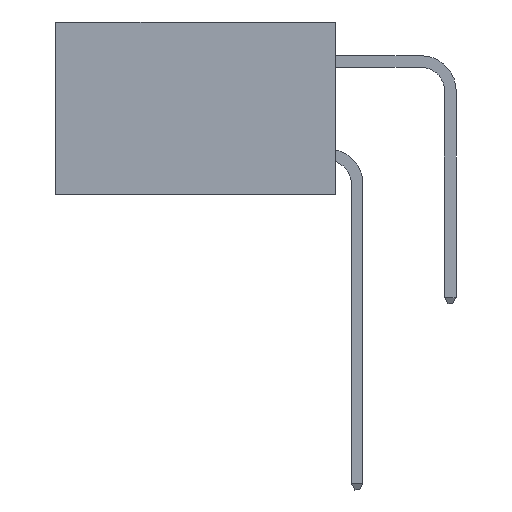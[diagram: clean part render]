
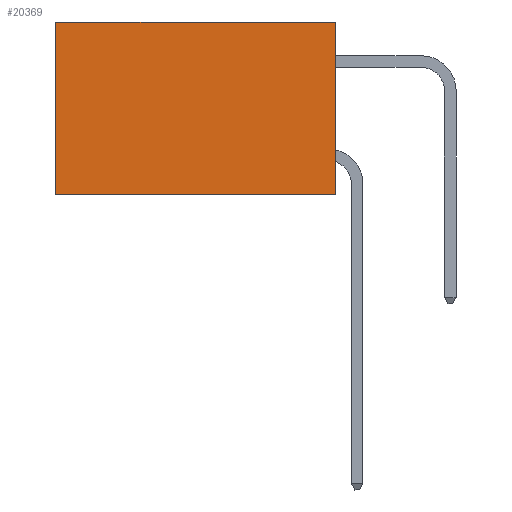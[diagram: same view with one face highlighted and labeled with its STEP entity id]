
A CAD part, left-side view. The second image highlights one B-rep face of the part: STEP entity #20369.
In plain terms, the highlighted planar face has unit normal (-1, 0, 0).
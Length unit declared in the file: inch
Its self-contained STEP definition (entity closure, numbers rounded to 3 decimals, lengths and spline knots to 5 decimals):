
#515 = EDGE_CURVE ( 'NONE', #2225, #6470, #29989, .T. ) ;
#1658 = ORIENTED_EDGE ( 'NONE', *, *, #515, .T. ) ;
#2225 = VERTEX_POINT ( 'NONE', #12740 ) ;
#3312 = ORIENTED_EDGE ( 'NONE', *, *, #27121, .T. ) ;
#5851 = ORIENTED_EDGE ( 'NONE', *, *, #25545, .F. ) ;
#6470 = VERTEX_POINT ( 'NONE', #17452 ) ;
#8402 = DIRECTION ( 'NONE',  ( 1., 0., 0. ) ) ;
#9939 = DIRECTION ( 'NONE',  ( 0., 1., 0. ) ) ;
#10676 = LINE ( 'NONE', #12717, #28971 ) ;
#10732 = CARTESIAN_POINT ( 'NONE',  ( 0.2875, 0., -0.37 ) ) ;
#12717 = CARTESIAN_POINT ( 'NONE',  ( 0.2875, 0., -0.37 ) ) ;
#12736 = CARTESIAN_POINT ( 'NONE',  ( 0.2875, 0., 0. ) ) ;
#12740 = CARTESIAN_POINT ( 'NONE',  ( 0.2875, 0., 0. ) ) ;
#12976 = VERTEX_POINT ( 'NONE', #24562 ) ;
#15363 = ORIENTED_EDGE ( 'NONE', *, *, #34088, .F. ) ;
#15505 = EDGE_LOOP ( 'NONE', ( #3312, #5851, #15363, #1658 ) ) ;
#16411 = DIRECTION ( 'NONE',  ( 0., 0., -1. ) ) ;
#17452 = CARTESIAN_POINT ( 'NONE',  ( 0.2875, 0.6, 0. ) ) ;
#18677 = VECTOR ( 'NONE', #30445, 39.37008 ) ;
#19522 = LINE ( 'NONE', #27792, #18677 ) ;
#19568 = PLANE ( 'NONE',  #25117 ) ;
#20369 = ADVANCED_FACE ( 'NONE', ( #32464 ), #19568, .F. ) ;
#21655 = CARTESIAN_POINT ( 'NONE',  ( 0.2875, 0., 0. ) ) ;
#21791 = DIRECTION ( 'NONE',  ( 0., 0., -1. ) ) ;
#24562 = CARTESIAN_POINT ( 'NONE',  ( 0.2875, 0.6, -0.37 ) ) ;
#24592 = CARTESIAN_POINT ( 'NONE',  ( 0.2875, 0., 0. ) ) ;
#25117 = AXIS2_PLACEMENT_3D ( 'NONE', #21655, #8402, #16411 ) ;
#25545 = EDGE_CURVE ( 'NONE', #31603, #12976, #10676, .T. ) ;
#27121 = EDGE_CURVE ( 'NONE', #6470, #12976, #19522, .T. ) ;
#27713 = LINE ( 'NONE', #24592, #33925 ) ;
#27792 = CARTESIAN_POINT ( 'NONE',  ( 0.2875, 0.6, 0. ) ) ;
#28971 = VECTOR ( 'NONE', #31504, 39.37008 ) ;
#29161 = VECTOR ( 'NONE', #9939, 39.37008 ) ;
#29989 = LINE ( 'NONE', #12736, #29161 ) ;
#30445 = DIRECTION ( 'NONE',  ( 0., 0., -1. ) ) ;
#31504 = DIRECTION ( 'NONE',  ( 0., 1., 0. ) ) ;
#31603 = VERTEX_POINT ( 'NONE', #10732 ) ;
#32464 = FACE_OUTER_BOUND ( 'NONE', #15505, .T. ) ;
#33925 = VECTOR ( 'NONE', #21791, 39.37008 ) ;
#34088 = EDGE_CURVE ( 'NONE', #2225, #31603, #27713, .T. ) ;
